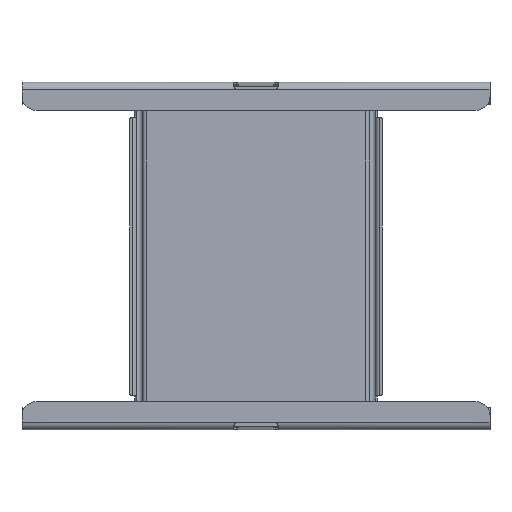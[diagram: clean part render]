
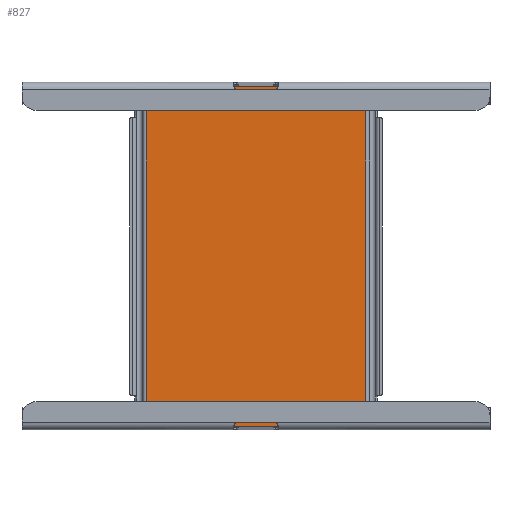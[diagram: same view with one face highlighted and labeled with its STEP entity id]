
A CAD part, front view. The second image highlights one B-rep face of the part: STEP entity #827.
In plain terms, the highlighted planar face has unit normal (0, -1, 0).
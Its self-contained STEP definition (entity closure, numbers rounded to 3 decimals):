
#39=DIRECTION('',(1.,0.,0.));
#40=VECTOR('',#39,94.);
#41=CARTESIAN_POINT('',(-47.,0.,-47.5));
#42=LINE('',#41,#40);
#99=DIRECTION('',(-1.,0.,0.));
#100=VECTOR('',#99,94.);
#101=CARTESIAN_POINT('',(47.,0.,97.5));
#102=LINE('',#101,#100);
#103=DIRECTION('',(0.,0.,1.));
#104=VECTOR('',#103,145.);
#105=CARTESIAN_POINT('',(-47.,0.,-47.5));
#106=LINE('',#105,#104);
#595=DIRECTION('',(0.,0.,-1.));
#596=VECTOR('',#595,145.);
#597=CARTESIAN_POINT('',(47.,0.,97.5));
#598=LINE('',#597,#596);
#630=CARTESIAN_POINT('',(47.,0.,97.5));
#632=VERTEX_POINT('',#630);
#659=CARTESIAN_POINT('',(-47.,0.,97.5));
#661=VERTEX_POINT('',#659);
#705=CARTESIAN_POINT('',(47.,0.,-47.5));
#707=VERTEX_POINT('',#705);
#746=CARTESIAN_POINT('',(-47.,0.,-47.5));
#748=VERTEX_POINT('',#746);
#813=CARTESIAN_POINT('',(-47.,0.,97.5));
#814=DIRECTION('',(0.,-1.,0.));
#815=DIRECTION('',(0.,0.,-1.));
#816=AXIS2_PLACEMENT_3D('',#813,#814,#815);
#817=PLANE('',#816);
#819=ORIENTED_EDGE('',*,*,#818,.F.);
#821=ORIENTED_EDGE('',*,*,#820,.T.);
#822=ORIENTED_EDGE('',*,*,#787,.F.);
#824=ORIENTED_EDGE('',*,*,#823,.T.);
#825=EDGE_LOOP('',(#819,#821,#822,#824));
#826=FACE_OUTER_BOUND('',#825,.F.);
#827=ADVANCED_FACE('',(#826),#817,.T.);
#787=EDGE_CURVE('',#748,#707,#42,.T.);
#818=EDGE_CURVE('',#632,#661,#102,.T.);
#820=EDGE_CURVE('',#632,#707,#598,.T.);
#823=EDGE_CURVE('',#748,#661,#106,.T.);
